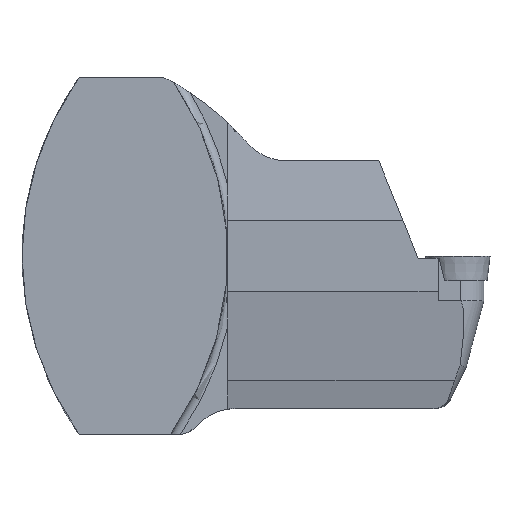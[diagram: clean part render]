
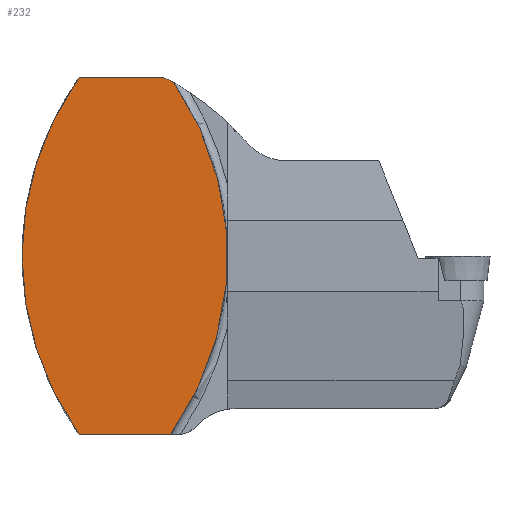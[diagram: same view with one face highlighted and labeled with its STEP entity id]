
A CAD part, top view. The second image highlights one B-rep face of the part: STEP entity #232.
In plain terms, the highlighted planar face has unit normal (0, 0, 1).
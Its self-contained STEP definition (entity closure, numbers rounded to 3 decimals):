
#134=CIRCLE('',#1074,60.25);
#135=CIRCLE('',#1076,60.25);
#136=CIRCLE('',#1081,60.5);
#138=CIRCLE('',#1089,6.5);
#232=ADVANCED_FACE('',(#314),#271,.T.);
#271=PLANE('',#1125);
#314=FACE_OUTER_BOUND('',#355,.T.);
#355=EDGE_LOOP('',(#604,#605,#606,#607,#608,#609));
#604=ORIENTED_EDGE('',*,*,#780,.T.);
#605=ORIENTED_EDGE('',*,*,#788,.T.);
#606=ORIENTED_EDGE('',*,*,#793,.F.);
#607=ORIENTED_EDGE('',*,*,#805,.F.);
#608=ORIENTED_EDGE('',*,*,#781,.F.);
#609=ORIENTED_EDGE('',*,*,#789,.F.);
#676=VERTEX_POINT('',#1550);
#682=VERTEX_POINT('',#1576);
#683=VERTEX_POINT('',#1580);
#684=VERTEX_POINT('',#1581);
#689=VERTEX_POINT('',#1593);
#692=VERTEX_POINT('',#1604);
#780=EDGE_CURVE('',#676,#682,#895,.T.);
#781=EDGE_CURVE('',#683,#684,#896,.T.);
#788=EDGE_CURVE('',#682,#689,#134,.T.);
#789=EDGE_CURVE('',#676,#683,#135,.T.);
#793=EDGE_CURVE('',#692,#689,#136,.T.);
#805=EDGE_CURVE('',#684,#692,#138,.T.);
#895=LINE('',#1577,#962);
#896=LINE('',#1579,#963);
#962=VECTOR('',#1238,1.);
#963=VECTOR('',#1241,1.);
#1074=AXIS2_PLACEMENT_3D('',#1594,#1252,#1253);
#1076=AXIS2_PLACEMENT_3D('',#1596,#1256,#1257);
#1081=AXIS2_PLACEMENT_3D('',#1603,#1266,#1267);
#1089=AXIS2_PLACEMENT_3D('',#1637,#1285,#1286);
#1125=AXIS2_PLACEMENT_3D('',#1763,#1378,#1379);
#1238=DIRECTION('',(1.,0.,0.));
#1241=DIRECTION('',(1.,0.,0.));
#1252=DIRECTION('',(0.,0.,1.));
#1253=DIRECTION('',(1.,0.,0.));
#1256=DIRECTION('',(0.,0.,-1.));
#1257=DIRECTION('',(1.,0.,0.));
#1266=DIRECTION('',(0.,0.,-1.));
#1267=DIRECTION('',(1.,0.,0.));
#1285=DIRECTION('',(0.,0.,-1.));
#1286=DIRECTION('',(1.,0.,0.));
#1378=DIRECTION('',(0.,0.,1.));
#1379=DIRECTION('',(1.,0.,0.));
#1550=CARTESIAN_POINT('',(-8.891,-35.,0.));
#1576=CARTESIAN_POINT('',(9.041,-35.,0.));
#1577=CARTESIAN_POINT('',(65.3,-35.,0.));
#1579=CARTESIAN_POINT('',(65.3,35.,0.));
#1580=CARTESIAN_POINT('',(-8.891,35.,0.));
#1581=CARTESIAN_POINT('',(7.6,35.,0.));
#1593=CARTESIAN_POINT('',(9.69,34.072,0.));
#1594=CARTESIAN_POINT('',(-40.,0.,0.));
#1596=CARTESIAN_POINT('',(40.15,0.,0.));
#1603=CARTESIAN_POINT('',(-21.003,-18.064,0.));
#1604=CARTESIAN_POINT('',(9.25,34.329,0.));
#1637=CARTESIAN_POINT('',(6.,28.7,0.));
#1763=CARTESIAN_POINT('',(0.,0.,0.));
